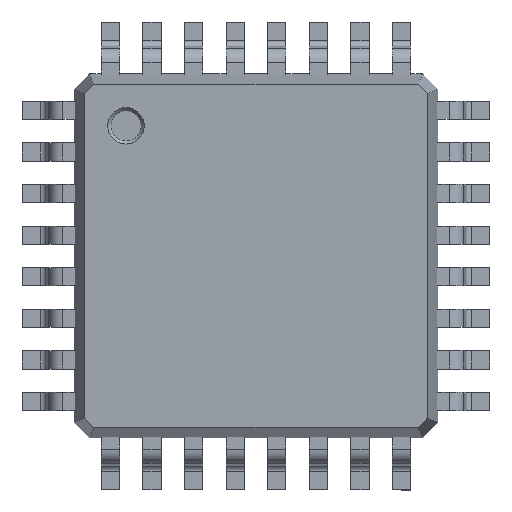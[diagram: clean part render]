
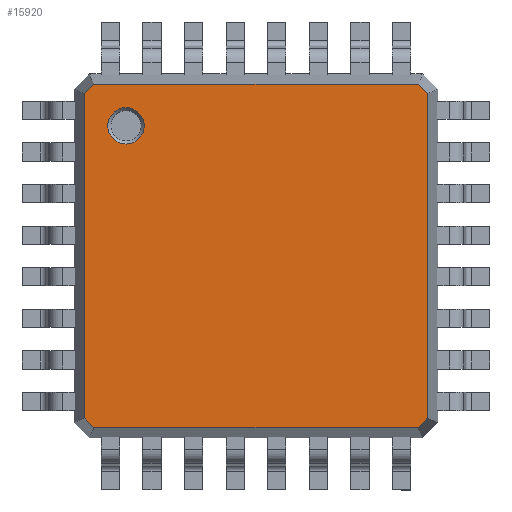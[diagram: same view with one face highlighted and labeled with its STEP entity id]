
A CAD part, top view. The second image highlights one B-rep face of the part: STEP entity #15920.
In plain terms, the highlighted planar face has unit normal (0, 0, 1).
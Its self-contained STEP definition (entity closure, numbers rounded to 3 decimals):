
#246 = LINE ( 'NONE', #1675, #5046 ) ;
#862 = VERTEX_POINT ( 'NONE', #1446 ) ;
#1032 = CARTESIAN_POINT ( 'NONE',  ( -3.117, 3.299, 1.5 ) ) ;
#1442 = DIRECTION ( 'NONE',  ( 0., 1., 0. ) ) ;
#1446 = CARTESIAN_POINT ( 'NONE',  ( -3.117, -3.299, 1.5 ) ) ;
#1583 = EDGE_CURVE ( 'NONE', #862, #18133, #19588, .T. ) ;
#1675 = CARTESIAN_POINT ( 'NONE',  ( -3.299, 3.5, 1.5 ) ) ;
#1770 = DIRECTION ( 'NONE',  ( 1., 0., 0. ) ) ;
#1771 = FACE_OUTER_BOUND ( 'NONE', #19072, .T. ) ;
#1844 = ORIENTED_EDGE ( 'NONE', *, *, #4493, .T. ) ;
#1994 = EDGE_CURVE ( 'NONE', #8207, #19463, #6070, .T. ) ;
#2024 = VECTOR ( 'NONE', #17965, 1000. ) ;
#2251 = CARTESIAN_POINT ( 'NONE',  ( 6.708, 0.292, 1.5 ) ) ;
#2611 = LINE ( 'NONE', #16061, #5255 ) ;
#3024 = LINE ( 'NONE', #9634, #2024 ) ;
#4335 = LINE ( 'NONE', #12255, #13422 ) ;
#4397 = VECTOR ( 'NONE', #4880, 1000. ) ;
#4493 = EDGE_CURVE ( 'NONE', #18133, #19635, #10481, .T. ) ;
#4880 = DIRECTION ( 'NONE',  ( 1., 0., 0. ) ) ;
#5029 = EDGE_CURVE ( 'NONE', #19635, #14516, #2611, .T. ) ;
#5046 = VECTOR ( 'NONE', #14712, 1000. ) ;
#5255 = VECTOR ( 'NONE', #1442, 1000. ) ;
#5277 = EDGE_CURVE ( 'NONE', #8617, #10532, #12123, .T. ) ;
#5497 = CARTESIAN_POINT ( 'NONE',  ( -3.299, -3.117, 1.5 ) ) ;
#5607 = CARTESIAN_POINT ( 'NONE',  ( -3.208, -3.208, 1.5 ) ) ;
#5931 = AXIS2_PLACEMENT_3D ( 'NONE', #8939, #18758, #10664 ) ;
#6070 = CIRCLE ( 'NONE', #20732, 0.35 ) ;
#6359 = CARTESIAN_POINT ( 'NONE',  ( -2.85, 2.5, 1.5 ) ) ;
#7169 = EDGE_CURVE ( 'NONE', #17132, #8289, #246, .T. ) ;
#7910 = ORIENTED_EDGE ( 'NONE', *, *, #9232, .T. ) ;
#8129 = ORIENTED_EDGE ( 'NONE', *, *, #5029, .T. ) ;
#8207 = VERTEX_POINT ( 'NONE', #6359 ) ;
#8289 = VERTEX_POINT ( 'NONE', #5497 ) ;
#8549 = VECTOR ( 'NONE', #10284, 1000. ) ;
#8617 = VERTEX_POINT ( 'NONE', #20860 ) ;
#8657 = VECTOR ( 'NONE', #17945, 1000. ) ;
#8939 = CARTESIAN_POINT ( 'NONE',  ( 3.5, 3.5, 1.5 ) ) ;
#9076 = EDGE_CURVE ( 'NONE', #19463, #8207, #20161, .T. ) ;
#9232 = EDGE_CURVE ( 'NONE', #8289, #862, #17012, .T. ) ;
#9441 = EDGE_CURVE ( 'NONE', #10532, #17132, #3024, .T. ) ;
#9634 = CARTESIAN_POINT ( 'NONE',  ( 0.292, 6.708, 1.5 ) ) ;
#9793 = ORIENTED_EDGE ( 'NONE', *, *, #1994, .F. ) ;
#9858 = PLANE ( 'NONE',  #5931 ) ;
#9941 = ORIENTED_EDGE ( 'NONE', *, *, #9076, .F. ) ;
#10284 = DIRECTION ( 'NONE',  ( 0.707, -0.707, 0. ) ) ;
#10308 = VECTOR ( 'NONE', #15283, 1000. ) ;
#10481 = LINE ( 'NONE', #2251, #10308 ) ;
#10532 = VERTEX_POINT ( 'NONE', #1032 ) ;
#10664 = DIRECTION ( 'NONE',  ( -1., 0., 0. ) ) ;
#11004 = ORIENTED_EDGE ( 'NONE', *, *, #5277, .T. ) ;
#11064 = CARTESIAN_POINT ( 'NONE',  ( -3.299, 3.117, 1.5 ) ) ;
#11227 = ORIENTED_EDGE ( 'NONE', *, *, #7169, .T. ) ;
#11516 = CARTESIAN_POINT ( 'NONE',  ( 3.299, 3.117, 1.5 ) ) ;
#11936 = DIRECTION ( 'NONE',  ( 1., 0., 0. ) ) ;
#12123 = LINE ( 'NONE', #13061, #8657 ) ;
#12255 = CARTESIAN_POINT ( 'NONE',  ( 3.208, 3.208, 1.5 ) ) ;
#13061 = CARTESIAN_POINT ( 'NONE',  ( 3.5, 3.299, 1.5 ) ) ;
#13422 = VECTOR ( 'NONE', #18840, 1000. ) ;
#13865 = ORIENTED_EDGE ( 'NONE', *, *, #15769, .T. ) ;
#14516 = VERTEX_POINT ( 'NONE', #11516 ) ;
#14712 = DIRECTION ( 'NONE',  ( 0., -1., 0. ) ) ;
#14928 = DIRECTION ( 'NONE',  ( 0., 0., 1. ) ) ;
#15120 = CARTESIAN_POINT ( 'NONE',  ( -2.5, 2.5, 1.5 ) ) ;
#15283 = DIRECTION ( 'NONE',  ( 0.707, 0.707, 0. ) ) ;
#15431 = ORIENTED_EDGE ( 'NONE', *, *, #1583, .T. ) ;
#15706 = AXIS2_PLACEMENT_3D ( 'NONE', #17669, #19695, #1770 ) ;
#15769 = EDGE_CURVE ( 'NONE', #14516, #8617, #4335, .T. ) ;
#15920 = ADVANCED_FACE ( 'NONE', ( #16374, #1771 ), #9858, .F. ) ;
#16061 = CARTESIAN_POINT ( 'NONE',  ( 3.299, 3.5, 1.5 ) ) ;
#16374 = FACE_BOUND ( 'NONE', #17787, .T. ) ;
#16548 = CARTESIAN_POINT ( 'NONE',  ( 3.299, -3.117, 1.5 ) ) ;
#17012 = LINE ( 'NONE', #5607, #8549 ) ;
#17132 = VERTEX_POINT ( 'NONE', #11064 ) ;
#17453 = ORIENTED_EDGE ( 'NONE', *, *, #9441, .T. ) ;
#17669 = CARTESIAN_POINT ( 'NONE',  ( -2.5, 2.5, 1.5 ) ) ;
#17787 = EDGE_LOOP ( 'NONE', ( #9941, #9793 ) ) ;
#17945 = DIRECTION ( 'NONE',  ( -1., 0., 0. ) ) ;
#17965 = DIRECTION ( 'NONE',  ( -0.707, -0.707, 0. ) ) ;
#18133 = VERTEX_POINT ( 'NONE', #18504 ) ;
#18504 = CARTESIAN_POINT ( 'NONE',  ( 3.117, -3.299, 1.5 ) ) ;
#18758 = DIRECTION ( 'NONE',  ( 0., 0., -1. ) ) ;
#18840 = DIRECTION ( 'NONE',  ( -0.707, 0.707, 0. ) ) ;
#19072 = EDGE_LOOP ( 'NONE', ( #11004, #17453, #11227, #7910, #15431, #1844, #8129, #13865 ) ) ;
#19463 = VERTEX_POINT ( 'NONE', #21160 ) ;
#19588 = LINE ( 'NONE', #20999, #4397 ) ;
#19635 = VERTEX_POINT ( 'NONE', #16548 ) ;
#19695 = DIRECTION ( 'NONE',  ( 0., 0., 1. ) ) ;
#20161 = CIRCLE ( 'NONE', #15706, 0.35 ) ;
#20732 = AXIS2_PLACEMENT_3D ( 'NONE', #15120, #14928, #11936 ) ;
#20860 = CARTESIAN_POINT ( 'NONE',  ( 3.117, 3.299, 1.5 ) ) ;
#20999 = CARTESIAN_POINT ( 'NONE',  ( 3.5, -3.299, 1.5 ) ) ;
#21160 = CARTESIAN_POINT ( 'NONE',  ( -2.15, 2.5, 1.5 ) ) ;
